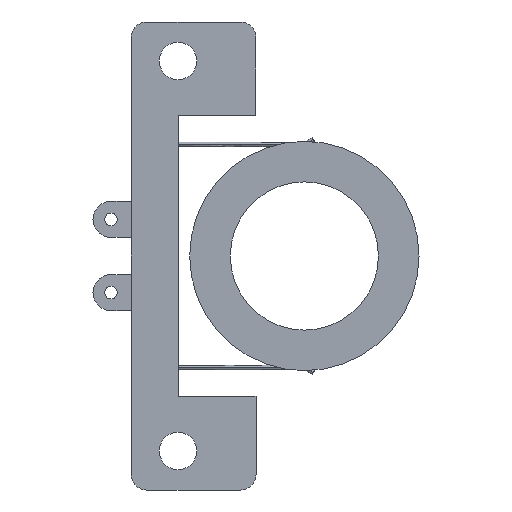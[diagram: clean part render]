
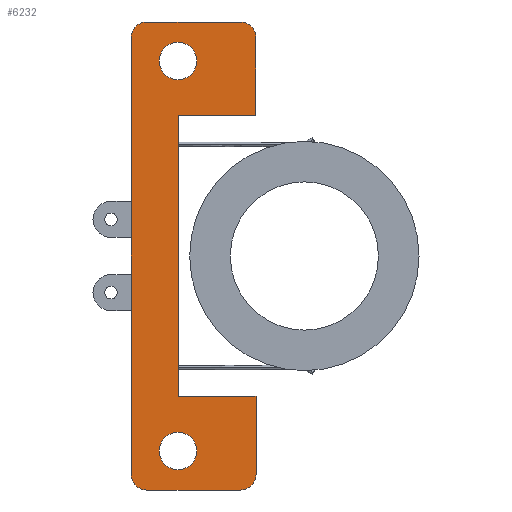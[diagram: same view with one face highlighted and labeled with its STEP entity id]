
A CAD part, left-side view. The second image highlights one B-rep face of the part: STEP entity #6232.
In plain terms, the highlighted planar face has unit normal (-1, 0, 0).
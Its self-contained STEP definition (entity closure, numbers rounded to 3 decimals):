
#162 = CARTESIAN_POINT ( 'NONE',  ( 19694.221, -3093.418, -14. ) ) ;
#211 = VERTEX_POINT ( 'NONE', #617 ) ;
#432 = VERTEX_POINT ( 'NONE', #5619 ) ;
#436 = VERTEX_POINT ( 'NONE', #5384 ) ;
#445 = CARTESIAN_POINT ( 'NONE',  ( 19694.221, -3130.196, -9. ) ) ;
#447 = DIRECTION ( 'NONE',  ( 0., -1., 0. ) ) ;
#455 = CARTESIAN_POINT ( 'NONE',  ( 19694.221, -3096.418, 9. ) ) ;
#470 = PLANE ( 'NONE',  #4617 ) ;
#536 = DIRECTION ( 'NONE',  ( 0., 1., 0. ) ) ;
#557 = EDGE_CURVE ( 'NONE', #432, #3381, #6065, .T. ) ;
#617 = CARTESIAN_POINT ( 'NONE',  ( 19694.221, -3093.418, 14. ) ) ;
#619 = FACE_BOUND ( 'NONE', #3751, .T. ) ;
#630 = DIRECTION ( 'NONE',  ( 0., 0., -1. ) ) ;
#667 = CARTESIAN_POINT ( 'NONE',  ( 19694.221, -3094.418, 15. ) ) ;
#682 = CARTESIAN_POINT ( 'NONE',  ( 19694.221, -3101.418, 9. ) ) ;
#810 = VECTOR ( 'NONE', #979, 1000. ) ;
#826 = EDGE_CURVE ( 'NONE', #3765, #6000, #3600, .T. ) ;
#909 = EDGE_CURVE ( 'NONE', #2495, #436, #1855, .T. ) ;
#945 = DIRECTION ( 'NONE',  ( 0., 1., 0. ) ) ;
#979 = DIRECTION ( 'NONE',  ( 0., 1., 0. ) ) ;
#984 = ORIENTED_EDGE ( 'NONE', *, *, #3620, .T. ) ;
#1003 = DIRECTION ( 'NONE',  ( -1., 0., 0. ) ) ;
#1006 = CARTESIAN_POINT ( 'NONE',  ( 19694.221, -3130.196, 15. ) ) ;
#1065 = LINE ( 'NONE', #1155, #3584 ) ;
#1077 = AXIS2_PLACEMENT_3D ( 'NONE', #2737, #2736, #2729 ) ;
#1104 = EDGE_CURVE ( 'NONE', #3381, #1970, #2234, .T. ) ;
#1111 = CARTESIAN_POINT ( 'NONE',  ( 19694.221, -3101.418, -9. ) ) ;
#1155 = CARTESIAN_POINT ( 'NONE',  ( 19694.221, -3101.418, -0.002 ) ) ;
#1162 = VERTEX_POINT ( 'NONE', #682 ) ;
#1204 = CARTESIAN_POINT ( 'NONE',  ( 19694.221, -3097.618, 12.5 ) ) ;
#1266 = LINE ( 'NONE', #445, #5027 ) ;
#1344 = EDGE_CURVE ( 'NONE', #1970, #211, #4650, .T. ) ;
#1357 = DIRECTION ( 'NONE',  ( -1., 0., 0. ) ) ;
#1386 = EDGE_CURVE ( 'NONE', #2508, #1884, #5621, .T. ) ;
#1477 = EDGE_LOOP ( 'NONE', ( #3973, #6346 ) ) ;
#1520 = ORIENTED_EDGE ( 'NONE', *, *, #6200, .F. ) ;
#1541 = EDGE_CURVE ( 'NONE', #3712, #3160, #1266, .T. ) ;
#1568 = VERTEX_POINT ( 'NONE', #4426 ) ;
#1576 = EDGE_CURVE ( 'NONE', #1884, #5955, #4720, .T. ) ;
#1594 = AXIS2_PLACEMENT_3D ( 'NONE', #3179, #3170, #3161 ) ;
#1664 = LINE ( 'NONE', #2160, #5222 ) ;
#1693 = AXIS2_PLACEMENT_3D ( 'NONE', #6350, #3495, #447 ) ;
#1829 = CARTESIAN_POINT ( 'NONE',  ( 19694.221, -3100.418, -15. ) ) ;
#1855 = CIRCLE ( 'NONE', #1077, 1.2 ) ;
#1884 = VERTEX_POINT ( 'NONE', #2709 ) ;
#1970 = VERTEX_POINT ( 'NONE', #667 ) ;
#2036 = CARTESIAN_POINT ( 'NONE',  ( 19694.221, -3096.418, -9. ) ) ;
#2098 = ORIENTED_EDGE ( 'NONE', *, *, #909, .F. ) ;
#2119 = EDGE_CURVE ( 'NONE', #5955, #1568, #5837, .T. ) ;
#2156 = VECTOR ( 'NONE', #3478, 1000. ) ;
#2160 = CARTESIAN_POINT ( 'NONE',  ( 19694.221, -3130.196, 9. ) ) ;
#2204 = CARTESIAN_POINT ( 'NONE',  ( 19694.221, -3101.418, -0.002 ) ) ;
#2234 = LINE ( 'NONE', #1006, #810 ) ;
#2276 = CARTESIAN_POINT ( 'NONE',  ( 19694.221, -3100.418, 15. ) ) ;
#2457 = EDGE_CURVE ( 'NONE', #3712, #1568, #1065, .T. ) ;
#2495 = VERTEX_POINT ( 'NONE', #1204 ) ;
#2508 = VERTEX_POINT ( 'NONE', #162 ) ;
#2600 = LINE ( 'NONE', #6364, #3876 ) ;
#2634 = AXIS2_PLACEMENT_3D ( 'NONE', #3494, #3512, #3476 ) ;
#2640 = ORIENTED_EDGE ( 'NONE', *, *, #1344, .T. ) ;
#2682 = ORIENTED_EDGE ( 'NONE', *, *, #1386, .T. ) ;
#2709 = CARTESIAN_POINT ( 'NONE',  ( 19694.221, -3094.418, -15. ) ) ;
#2729 = DIRECTION ( 'NONE',  ( 0., -1., 0. ) ) ;
#2736 = DIRECTION ( 'NONE',  ( -1., 0., 0. ) ) ;
#2737 = CARTESIAN_POINT ( 'NONE',  ( 19694.221, -3096.418, 12.5 ) ) ;
#2844 = ORIENTED_EDGE ( 'NONE', *, *, #2457, .F. ) ;
#2882 = DIRECTION ( 'NONE',  ( -1., 0., 0. ) ) ;
#2887 = CARTESIAN_POINT ( 'NONE',  ( 19694.221, -3093.418, -0.002 ) ) ;
#3029 = DIRECTION ( 'NONE',  ( 0., 0., 1. ) ) ;
#3032 = AXIS2_PLACEMENT_3D ( 'NONE', #4960, #4954, #4932 ) ;
#3070 = AXIS2_PLACEMENT_3D ( 'NONE', #5745, #2882, #6221 ) ;
#3129 = AXIS2_PLACEMENT_3D ( 'NONE', #4302, #1357, #4769 ) ;
#3160 = VERTEX_POINT ( 'NONE', #2036 ) ;
#3161 = DIRECTION ( 'NONE',  ( 0., -1., 0. ) ) ;
#3170 = DIRECTION ( 'NONE',  ( -1., 0., 0. ) ) ;
#3179 = CARTESIAN_POINT ( 'NONE',  ( 19694.221, -3096.418, -12.5 ) ) ;
#3229 = ORIENTED_EDGE ( 'NONE', *, *, #1541, .T. ) ;
#3248 = ORIENTED_EDGE ( 'NONE', *, *, #2119, .T. ) ;
#3259 = EDGE_CURVE ( 'NONE', #1162, #5707, #1664, .T. ) ;
#3343 = FACE_BOUND ( 'NONE', #1477, .T. ) ;
#3359 = AXIS2_PLACEMENT_3D ( 'NONE', #5500, #5481, #5470 ) ;
#3377 = ORIENTED_EDGE ( 'NONE', *, *, #1104, .T. ) ;
#3381 = VERTEX_POINT ( 'NONE', #2276 ) ;
#3393 = ORIENTED_EDGE ( 'NONE', *, *, #557, .T. ) ;
#3476 = DIRECTION ( 'NONE',  ( 0., -1., 0. ) ) ;
#3478 = DIRECTION ( 'NONE',  ( 0., -1., 0. ) ) ;
#3494 = CARTESIAN_POINT ( 'NONE',  ( 19694.221, -3094.418, -14. ) ) ;
#3495 = DIRECTION ( 'NONE',  ( -1., 0., 0. ) ) ;
#3499 = LINE ( 'NONE', #2887, #4628 ) ;
#3512 = DIRECTION ( 'NONE',  ( -1., 0., 0. ) ) ;
#3584 = VECTOR ( 'NONE', #630, 1000. ) ;
#3600 = CIRCLE ( 'NONE', #1594, 1.2 ) ;
#3620 = EDGE_CURVE ( 'NONE', #3160, #5707, #2600, .T. ) ;
#3712 = VERTEX_POINT ( 'NONE', #1111 ) ;
#3751 = EDGE_LOOP ( 'NONE', ( #2098, #1520 ) ) ;
#3765 = VERTEX_POINT ( 'NONE', #4111 ) ;
#3876 = VECTOR ( 'NONE', #3029, 1000. ) ;
#3973 = ORIENTED_EDGE ( 'NONE', *, *, #826, .F. ) ;
#4111 = CARTESIAN_POINT ( 'NONE',  ( 19694.221, -3097.618, -12.5 ) ) ;
#4272 = ORIENTED_EDGE ( 'NONE', *, *, #3259, .F. ) ;
#4302 = CARTESIAN_POINT ( 'NONE',  ( 19694.221, -3096.418, -12.5 ) ) ;
#4426 = CARTESIAN_POINT ( 'NONE',  ( 19694.221, -3101.418, -14. ) ) ;
#4464 = CARTESIAN_POINT ( 'NONE',  ( 19694.221, -3130.196, -0.002 ) ) ;
#4465 = FACE_OUTER_BOUND ( 'NONE', #6091, .T. ) ;
#4466 = ORIENTED_EDGE ( 'NONE', *, *, #5022, .T. ) ;
#4484 = DIRECTION ( 'NONE',  ( 0., -1., 0. ) ) ;
#4617 = AXIS2_PLACEMENT_3D ( 'NONE', #4464, #1003, #4484 ) ;
#4628 = VECTOR ( 'NONE', #5775, 1000. ) ;
#4650 = CIRCLE ( 'NONE', #3359, 1. ) ;
#4720 = LINE ( 'NONE', #4855, #2156 ) ;
#4747 = CARTESIAN_POINT ( 'NONE',  ( 19694.221, -3095.218, -12.5 ) ) ;
#4748 = ORIENTED_EDGE ( 'NONE', *, *, #1576, .T. ) ;
#4769 = DIRECTION ( 'NONE',  ( 0., -1., 0. ) ) ;
#4855 = CARTESIAN_POINT ( 'NONE',  ( 19694.221, -3130.196, -15. ) ) ;
#4932 = DIRECTION ( 'NONE',  ( 0., -1., 0. ) ) ;
#4954 = DIRECTION ( 'NONE',  ( -1., 0., 0. ) ) ;
#4960 = CARTESIAN_POINT ( 'NONE',  ( 19694.221, -3100.418, 14. ) ) ;
#4990 = LINE ( 'NONE', #2204, #6242 ) ;
#5022 = EDGE_CURVE ( 'NONE', #211, #2508, #3499, .T. ) ;
#5027 = VECTOR ( 'NONE', #945, 1000. ) ;
#5084 = DIRECTION ( 'NONE',  ( 0., 0., -1. ) ) ;
#5222 = VECTOR ( 'NONE', #536, 1000. ) ;
#5384 = CARTESIAN_POINT ( 'NONE',  ( 19694.221, -3095.218, 12.5 ) ) ;
#5470 = DIRECTION ( 'NONE',  ( 0., -1., 0. ) ) ;
#5481 = DIRECTION ( 'NONE',  ( -1., 0., 0. ) ) ;
#5500 = CARTESIAN_POINT ( 'NONE',  ( 19694.221, -3094.418, 14. ) ) ;
#5619 = CARTESIAN_POINT ( 'NONE',  ( 19694.221, -3101.418, 14. ) ) ;
#5621 = CIRCLE ( 'NONE', #2634, 1. ) ;
#5657 = CIRCLE ( 'NONE', #3129, 1.2 ) ;
#5707 = VERTEX_POINT ( 'NONE', #455 ) ;
#5745 = CARTESIAN_POINT ( 'NONE',  ( 19694.221, -3100.418, -14. ) ) ;
#5775 = DIRECTION ( 'NONE',  ( 0., 0., -1. ) ) ;
#5837 = CIRCLE ( 'NONE', #3070, 1. ) ;
#5884 = CIRCLE ( 'NONE', #1693, 1.2 ) ;
#5955 = VERTEX_POINT ( 'NONE', #1829 ) ;
#6000 = VERTEX_POINT ( 'NONE', #4747 ) ;
#6007 = EDGE_CURVE ( 'NONE', #6000, #3765, #5657, .T. ) ;
#6065 = CIRCLE ( 'NONE', #3032, 1. ) ;
#6091 = EDGE_LOOP ( 'NONE', ( #6363, #3393, #3377, #2640, #4466, #2682, #4748, #3248, #2844, #3229, #984, #4272 ) ) ;
#6200 = EDGE_CURVE ( 'NONE', #436, #2495, #5884, .T. ) ;
#6221 = DIRECTION ( 'NONE',  ( 0., -1., 0. ) ) ;
#6232 = ADVANCED_FACE ( 'NONE', ( #3343, #619, #4465 ), #470, .T. ) ;
#6242 = VECTOR ( 'NONE', #5084, 1000. ) ;
#6346 = ORIENTED_EDGE ( 'NONE', *, *, #6007, .F. ) ;
#6350 = CARTESIAN_POINT ( 'NONE',  ( 19694.221, -3096.418, 12.5 ) ) ;
#6363 = ORIENTED_EDGE ( 'NONE', *, *, #6389, .F. ) ;
#6364 = CARTESIAN_POINT ( 'NONE',  ( 19694.221, -3096.418, -0.002 ) ) ;
#6389 = EDGE_CURVE ( 'NONE', #432, #1162, #4990, .T. ) ;
